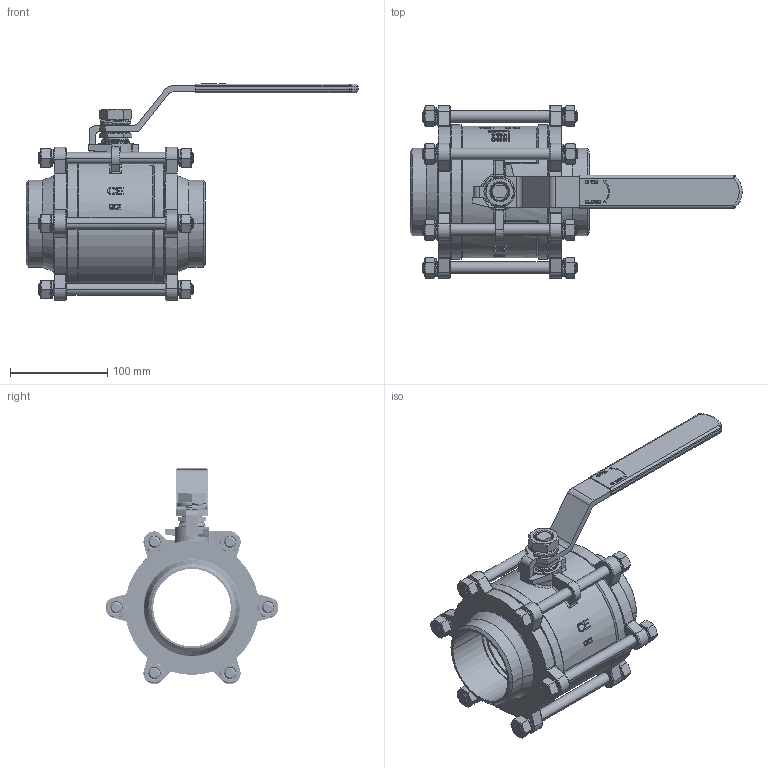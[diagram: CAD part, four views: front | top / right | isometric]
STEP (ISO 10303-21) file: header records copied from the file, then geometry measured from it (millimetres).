
FILE_DESCRIPTION((''),'2;1');
FILE_NAME('90-80_ASM','2020-03-06T',('Administrator'),(''),'PRO/ENGINEER BY PARAMETRIC TECHNOLOGY CORPORATION, 2011310','PRO/ENGINEER BY PARAMETRIC TECHNOLOGY CORPORATION, 2011310','');
FILE_SCHEMA(('CONFIG_CONTROL_DESIGN'));
Length unit declared in the file: millimetre
Products named in the file (18): 91801; 90807; 90803; 90805; 90806; 90804; 91802; 908015; 908013; 908014; 90808B; 90808A; 90809; 908012; 908010; 908011; 908020; 90-80_ASM
Assembly tree (47 placements, depth 2):
  90-80_ASM
    91801
    90807
    90803
    90805
    90806  x2
    90804  x2
    91802  x2
    908015  x6
    908013  x12
    908014  x12
    90808B
    90808A
    90809
    908012
    908010
    908011
    908020
Bounding box: 342.26 x 178.28 x 222.78 mm (x, y, z)
Volume: 1362328.2 mm3; surface area: 443639.9 mm2
Topology: 47 solids, 47 shells, 2700 faces, 7153 edges, 4610 vertices
Faces by surface type: plane 1329, cylinder 670, bspline 335, cone 292, torus 61, sphere 13
Entity records: 79759 total; most frequent: CARTESIAN_POINT 38584, ORIENTED_EDGE 9418, DIRECTION 7040, EDGE_CURVE 4709, VERTEX_POINT 3078, AXIS2_PLACEMENT_3D 2371, VECTOR 2298, LINE 2298
